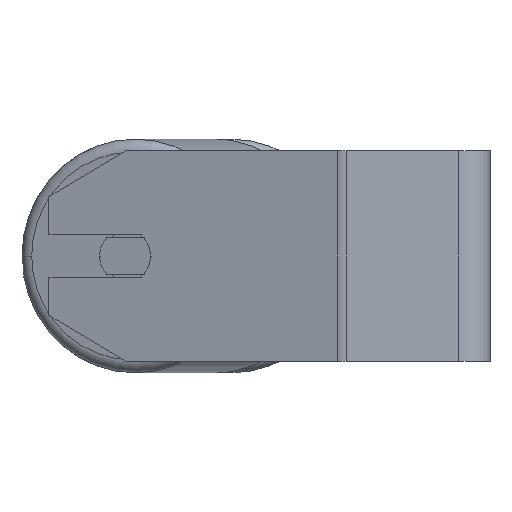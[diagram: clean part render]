
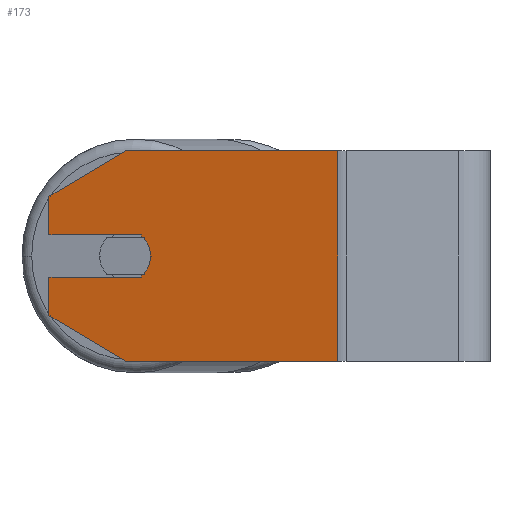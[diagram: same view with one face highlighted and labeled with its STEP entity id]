
A CAD part, left-side view. The second image highlights one B-rep face of the part: STEP entity #173.
In plain terms, the highlighted planar face has unit normal (-0.966, 0.259, 0).
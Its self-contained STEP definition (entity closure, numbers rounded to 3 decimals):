
#173 = ADVANCED_FACE ( 'NONE', ( #2388 ), #4985, .F. ) ;
#346 = DIRECTION ( 'NONE',  ( 0.966, -0.259, 0. ) ) ;
#356 = ORIENTED_EDGE ( 'NONE', *, *, #5483, .F. ) ;
#528 = DIRECTION ( 'NONE',  ( -0.259, -0.966, 0. ) ) ;
#530 = VERTEX_POINT ( 'NONE', #7447 ) ;
#561 = CARTESIAN_POINT ( 'NONE',  ( -229.439, 133.109, 8. ) ) ;
#626 = CARTESIAN_POINT ( 'NONE',  ( -229.439, 133.109, 8. ) ) ;
#651 = DIRECTION ( 'NONE',  ( 0., 0., -1. ) ) ;
#692 = CARTESIAN_POINT ( 'NONE',  ( -220.121, 167.882, 40. ) ) ;
#774 = EDGE_CURVE ( 'NONE', #2738, #6793, #7271, .T. ) ;
#972 = DIRECTION ( 'NONE',  ( 0.259, 0.966, 0. ) ) ;
#1053 = DIRECTION ( 'NONE',  ( -0.966, 0.259, 0. ) ) ;
#1075 = EDGE_CURVE ( 'NONE', #5941, #1957, #3731, .T. ) ;
#1232 = ORIENTED_EDGE ( 'NONE', *, *, #3234, .F. ) ;
#1239 = LINE ( 'NONE', #1365, #1386 ) ;
#1265 = EDGE_CURVE ( 'NONE', #2989, #6793, #6534, .T. ) ;
#1365 = CARTESIAN_POINT ( 'NONE',  ( -249.591, 57.898, 40. ) ) ;
#1386 = VECTOR ( 'NONE', #651, 1000. ) ;
#1548 = VECTOR ( 'NONE', #7307, 1000. ) ;
#1569 = CARTESIAN_POINT ( 'NONE',  ( -229.439, 133.109, -8. ) ) ;
#1640 = AXIS2_PLACEMENT_3D ( 'NONE', #4902, #346, #972 ) ;
#1679 = AXIS2_PLACEMENT_3D ( 'NONE', #6300, #1053, #5574 ) ;
#1701 = EDGE_CURVE ( 'NONE', #530, #7912, #6297, .T. ) ;
#1729 = CARTESIAN_POINT ( 'NONE',  ( -220.121, 167.882, 40. ) ) ;
#1825 = CIRCLE ( 'NONE', #1679, 10. ) ;
#1957 = VERTEX_POINT ( 'NONE', #7994 ) ;
#1983 = VERTEX_POINT ( 'NONE', #1569 ) ;
#1991 = ORIENTED_EDGE ( 'NONE', *, *, #3588, .F. ) ;
#2021 = ORIENTED_EDGE ( 'NONE', *, *, #1075, .T. ) ;
#2062 = EDGE_LOOP ( 'NONE', ( #356, #1991, #3532, #8076, #2021, #8357, #5275, #5940, #5101, #6658, #1232 ) ) ;
#2067 = DIRECTION ( 'NONE',  ( 0., 0., -1. ) ) ;
#2113 = LINE ( 'NONE', #4707, #1548 ) ;
#2184 = VECTOR ( 'NONE', #6545, 1000. ) ;
#2225 = LINE ( 'NONE', #4046, #7113 ) ;
#2335 = CARTESIAN_POINT ( 'NONE',  ( -249.591, 57.898, 40. ) ) ;
#2388 = FACE_OUTER_BOUND ( 'NONE', #2062, .T. ) ;
#2421 = DIRECTION ( 'NONE',  ( 0., 0., -1. ) ) ;
#2521 = VERTEX_POINT ( 'NONE', #6325 ) ;
#2558 = CARTESIAN_POINT ( 'NONE',  ( -220.121, 167.882, -22.679 ) ) ;
#2707 = EDGE_CURVE ( 'NONE', #3288, #1957, #1239, .T. ) ;
#2738 = VERTEX_POINT ( 'NONE', #561 ) ;
#2805 = EDGE_CURVE ( 'NONE', #4267, #2989, #2225, .T. ) ;
#2989 = VERTEX_POINT ( 'NONE', #6267 ) ;
#3088 = CARTESIAN_POINT ( 'NONE',  ( -227.886, 138.905, 0. ) ) ;
#3234 = EDGE_CURVE ( 'NONE', #2521, #2738, #1825, .T. ) ;
#3288 = VERTEX_POINT ( 'NONE', #2335 ) ;
#3309 = CIRCLE ( 'NONE', #8077, 10. ) ;
#3532 = ORIENTED_EDGE ( 'NONE', *, *, #1701, .T. ) ;
#3588 = EDGE_CURVE ( 'NONE', #530, #1983, #4058, .T. ) ;
#3686 = DIRECTION ( 'NONE',  ( -0.259, -0.966, 0. ) ) ;
#3724 = CARTESIAN_POINT ( 'NONE',  ( -220.121, 167.882, 8. ) ) ;
#3731 = LINE ( 'NONE', #4328, #5586 ) ;
#3744 = VECTOR ( 'NONE', #528, 1000. ) ;
#4046 = CARTESIAN_POINT ( 'NONE',  ( -220.121, 167.882, 22.679 ) ) ;
#4058 = LINE ( 'NONE', #4188, #8079 ) ;
#4188 = CARTESIAN_POINT ( 'NONE',  ( -229.439, 133.109, -8. ) ) ;
#4267 = VERTEX_POINT ( 'NONE', #6355 ) ;
#4319 = DIRECTION ( 'NONE',  ( -0.259, -0.966, 0. ) ) ;
#4328 = CARTESIAN_POINT ( 'NONE',  ( -220.121, 167.882, -40. ) ) ;
#4707 = CARTESIAN_POINT ( 'NONE',  ( -227.886, 138.905, -40. ) ) ;
#4902 = CARTESIAN_POINT ( 'NONE',  ( -220.121, 167.882, 40. ) ) ;
#4985 = PLANE ( 'NONE',  #1640 ) ;
#5101 = ORIENTED_EDGE ( 'NONE', *, *, #1265, .T. ) ;
#5188 = VECTOR ( 'NONE', #2421, 1000. ) ;
#5275 = ORIENTED_EDGE ( 'NONE', *, *, #6753, .F. ) ;
#5381 = EDGE_CURVE ( 'NONE', #7912, #5941, #2113, .T. ) ;
#5392 = DIRECTION ( 'NONE',  ( -0.259, -0.966, 0. ) ) ;
#5483 = EDGE_CURVE ( 'NONE', #1983, #2521, #3309, .T. ) ;
#5557 = LINE ( 'NONE', #1729, #3744 ) ;
#5574 = DIRECTION ( 'NONE',  ( -0.259, -0.966, 0. ) ) ;
#5586 = VECTOR ( 'NONE', #3686, 1000. ) ;
#5940 = ORIENTED_EDGE ( 'NONE', *, *, #2805, .T. ) ;
#5941 = VERTEX_POINT ( 'NONE', #7615 ) ;
#6267 = CARTESIAN_POINT ( 'NONE',  ( -220.121, 167.882, 22.679 ) ) ;
#6278 = DIRECTION ( 'NONE',  ( -0.966, 0.259, 0. ) ) ;
#6297 = LINE ( 'NONE', #8260, #5188 ) ;
#6300 = CARTESIAN_POINT ( 'NONE',  ( -227.886, 138.905, 0. ) ) ;
#6325 = CARTESIAN_POINT ( 'NONE',  ( -230.474, 129.245, 0. ) ) ;
#6355 = CARTESIAN_POINT ( 'NONE',  ( -227.886, 138.905, 40. ) ) ;
#6408 = VECTOR ( 'NONE', #2067, 1000. ) ;
#6534 = LINE ( 'NONE', #692, #6408 ) ;
#6545 = DIRECTION ( 'NONE',  ( 0.259, 0.966, 0. ) ) ;
#6658 = ORIENTED_EDGE ( 'NONE', *, *, #774, .F. ) ;
#6753 = EDGE_CURVE ( 'NONE', #4267, #3288, #5557, .T. ) ;
#6778 = DIRECTION ( 'NONE',  ( 0.224, 0.837, -0.5 ) ) ;
#6793 = VERTEX_POINT ( 'NONE', #3724 ) ;
#7113 = VECTOR ( 'NONE', #6778, 1000. ) ;
#7271 = LINE ( 'NONE', #626, #2184 ) ;
#7307 = DIRECTION ( 'NONE',  ( -0.224, -0.837, -0.5 ) ) ;
#7447 = CARTESIAN_POINT ( 'NONE',  ( -220.121, 167.882, -8. ) ) ;
#7615 = CARTESIAN_POINT ( 'NONE',  ( -227.886, 138.905, -40. ) ) ;
#7912 = VERTEX_POINT ( 'NONE', #2558 ) ;
#7994 = CARTESIAN_POINT ( 'NONE',  ( -249.591, 57.898, -40. ) ) ;
#8076 = ORIENTED_EDGE ( 'NONE', *, *, #5381, .T. ) ;
#8077 = AXIS2_PLACEMENT_3D ( 'NONE', #3088, #6278, #4319 ) ;
#8079 = VECTOR ( 'NONE', #5392, 1000. ) ;
#8260 = CARTESIAN_POINT ( 'NONE',  ( -220.121, 167.882, 40. ) ) ;
#8357 = ORIENTED_EDGE ( 'NONE', *, *, #2707, .F. ) ;
